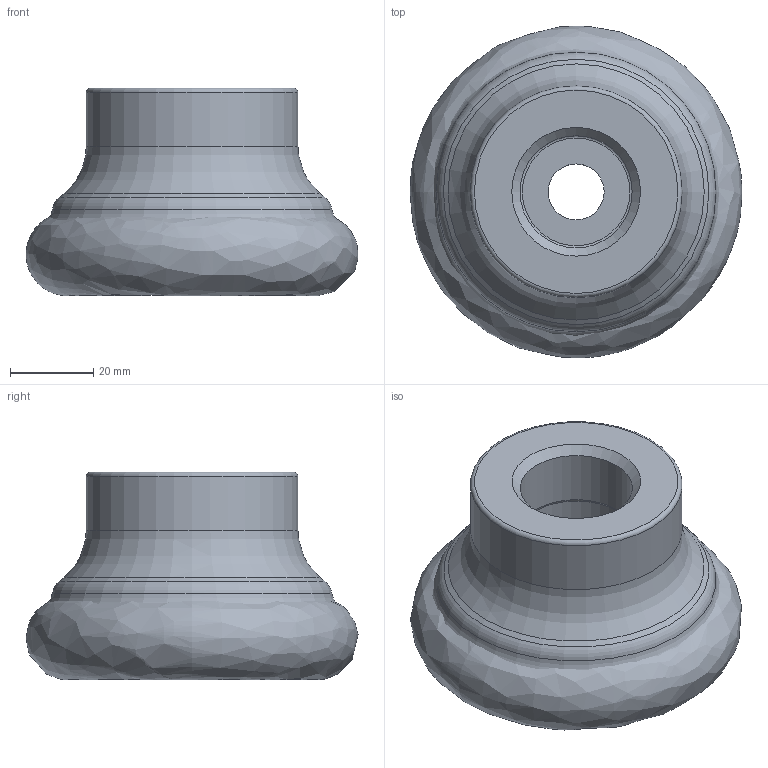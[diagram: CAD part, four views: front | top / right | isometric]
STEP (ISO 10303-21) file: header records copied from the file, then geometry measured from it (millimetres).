
FILE_DESCRIPTION(/* description */ (''),/* implementation_level */ '2;1');
FILE_NAME(/* name */ '1543307207836.stp',/* time_stamp */ '2018-11-27T13:57:05+05:00',/* author */ (''),/* organization */ ('SMS'),/* preprocessor_version */ 'ST-DEVELOPER v15',/* originating_system */ 'SIEMENS PLM Software NX 8.5',/* authorisation */ '');
FILE_SCHEMA (('AUTOMOTIVE_DESIGN { 1 0 10303 214 3 1 1 1 }'));
Length unit declared in the file: millimetre
Products named in the file (4): ASSEMBLY_CONSTRUCTION; 201858539mod000_00; 201902633mod000_00; 201902631mod000_00
Assembly tree (3 placements, depth 2):
  201902631mod000_00
    201902633mod000_00
    201858539mod000_00
    ASSEMBLY_CONSTRUCTION
Bounding box: 79.94 x 79.96 x 50.01 mm (x, y, z)
Volume: 179662.6 mm3; surface area: 30574.6 mm2
Topology: 2 solids, 2 shells, 28 faces, 53 edges, 41 vertices
Faces by surface type: torus 13, cylinder 5, cone 5, plane 4, bspline 1
Full cylindrical faces by diameter (mm): 13.5 x1, 20 x1, 27.011 x1, 27.5 x1, 51 x1
Entity records: 2643 total; most frequent: CARTESIAN_POINT 1929, DIRECTION 138, AXIS2_PLACEMENT_3D 69, FACE_BOUND 55, EDGE_LOOP 54, ORIENTED_EDGE 54, ADVANCED_FACE 28, VERTEX_POINT 28
